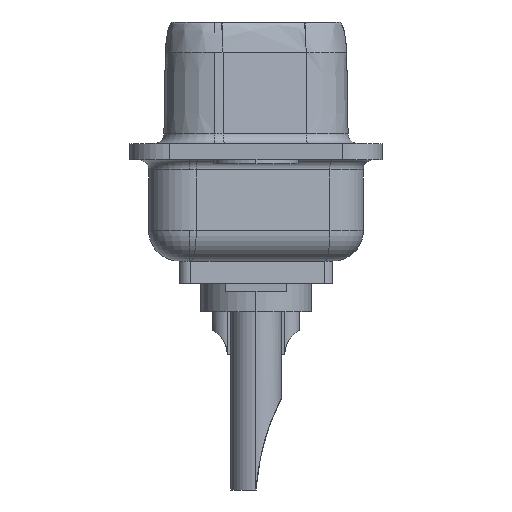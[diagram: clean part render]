
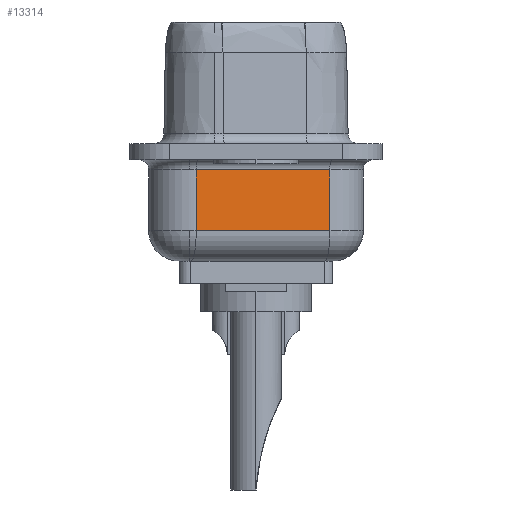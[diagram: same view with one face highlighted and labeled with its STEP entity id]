
A CAD part, left-side view. The second image highlights one B-rep face of the part: STEP entity #13314.
In plain terms, the highlighted planar face has unit normal (-0.985, -0.174, 0).
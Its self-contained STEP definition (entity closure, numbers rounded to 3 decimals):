
#739 = DIRECTION ( 'NONE',  ( -0.174, 0.985, 0. ) ) ;
#901 = CARTESIAN_POINT ( 'NONE',  ( -28.97, 2.953, -1.3 ) ) ;
#1415 = ORIENTED_EDGE ( 'NONE', *, *, #18537, .T. ) ;
#1734 = CARTESIAN_POINT ( 'NONE',  ( -27.806, -3.647, -5.8 ) ) ;
#2548 = VECTOR ( 'NONE', #25249, 1000. ) ;
#2594 = ORIENTED_EDGE ( 'NONE', *, *, #27718, .T. ) ;
#3690 = LINE ( 'NONE', #8516, #5261 ) ;
#4307 = CARTESIAN_POINT ( 'NONE',  ( -27.806, -3.647, -4.3 ) ) ;
#4948 = EDGE_LOOP ( 'NONE', ( #18462, #1415, #29540, #2594 ) ) ;
#5261 = VECTOR ( 'NONE', #739, 1000. ) ;
#5799 = VECTOR ( 'NONE', #27851, 1000. ) ;
#6724 = VERTEX_POINT ( 'NONE', #18547 ) ;
#7603 = VERTEX_POINT ( 'NONE', #901 ) ;
#8516 = CARTESIAN_POINT ( 'NONE',  ( -27.806, -3.647, -1.3 ) ) ;
#9487 = LINE ( 'NONE', #4307, #2548 ) ;
#10040 = EDGE_CURVE ( 'NONE', #28192, #7603, #25669, .T. ) ;
#12509 = CARTESIAN_POINT ( 'NONE',  ( -28.97, 2.953, -5.8 ) ) ;
#13314 = ADVANCED_FACE ( 'NONE', ( #19728 ), #20061, .F. ) ;
#13391 = CARTESIAN_POINT ( 'NONE',  ( -28.97, 2.953, -4.3 ) ) ;
#15575 = VERTEX_POINT ( 'NONE', #29938 ) ;
#16020 = AXIS2_PLACEMENT_3D ( 'NONE', #1734, #22667, #20230 ) ;
#17267 = CARTESIAN_POINT ( 'NONE',  ( -27.806, -3.647, -5.8 ) ) ;
#18462 = ORIENTED_EDGE ( 'NONE', *, *, #26602, .T. ) ;
#18537 = EDGE_CURVE ( 'NONE', #6724, #7603, #3690, .T. ) ;
#18547 = CARTESIAN_POINT ( 'NONE',  ( -27.806, -3.647, -1.3 ) ) ;
#19728 = FACE_OUTER_BOUND ( 'NONE', #4948, .T. ) ;
#20061 = PLANE ( 'NONE',  #16020 ) ;
#20230 = DIRECTION ( 'NONE',  ( -0.174, 0.985, 0. ) ) ;
#22667 = DIRECTION ( 'NONE',  ( 0.985, 0.174, 0. ) ) ;
#25249 = DIRECTION ( 'NONE',  ( 0.174, -0.985, 0. ) ) ;
#25669 = LINE ( 'NONE', #12509, #26883 ) ;
#26602 = EDGE_CURVE ( 'NONE', #15575, #6724, #27520, .T. ) ;
#26883 = VECTOR ( 'NONE', #33664, 1000. ) ;
#27520 = LINE ( 'NONE', #17267, #5799 ) ;
#27718 = EDGE_CURVE ( 'NONE', #28192, #15575, #9487, .T. ) ;
#27851 = DIRECTION ( 'NONE',  ( 0., 0., 1. ) ) ;
#28192 = VERTEX_POINT ( 'NONE', #13391 ) ;
#29540 = ORIENTED_EDGE ( 'NONE', *, *, #10040, .F. ) ;
#29938 = CARTESIAN_POINT ( 'NONE',  ( -27.806, -3.647, -4.3 ) ) ;
#33664 = DIRECTION ( 'NONE',  ( 0., 0., 1. ) ) ;
